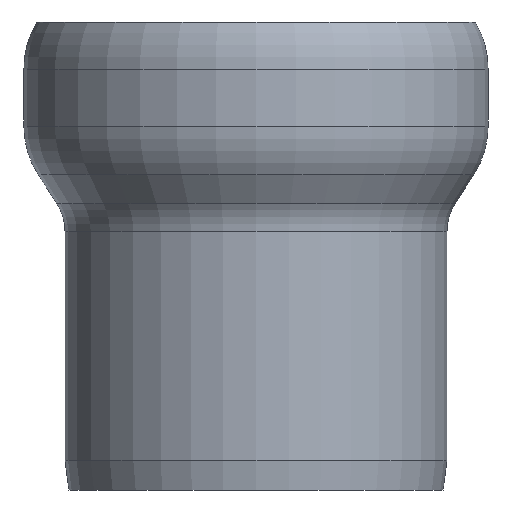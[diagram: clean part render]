
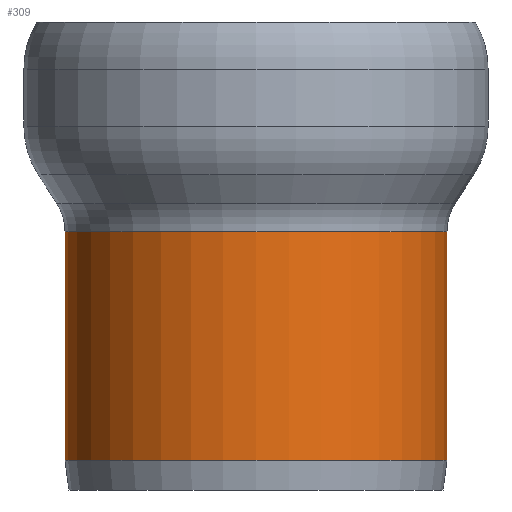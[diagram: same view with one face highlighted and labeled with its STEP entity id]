
A CAD part, front view. The second image highlights one B-rep face of the part: STEP entity #309.
In plain terms, the highlighted cylindrical face has radius 510 mm (diameter 1020 mm), a full revolution.
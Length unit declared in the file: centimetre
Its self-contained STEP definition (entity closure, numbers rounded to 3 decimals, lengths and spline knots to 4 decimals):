
#22=CYLINDRICAL_SURFACE('',#355,51.);
#37=LINE('',#566,#47);
#47=VECTOR('',#462,51.);
#69=FACE_OUTER_BOUND('',#87,.T.);
#87=EDGE_LOOP('',(#266,#267,#268,#269,#270,#271));
#95=CIRCLE('',#322,51.);
#96=CIRCLE('',#323,51.);
#118=CIRCLE('',#356,51.);
#119=CIRCLE('',#357,51.);
#131=VERTEX_POINT('',#503);
#132=VERTEX_POINT('',#505);
#150=VERTEX_POINT('',#563);
#151=VERTEX_POINT('',#564);
#162=EDGE_CURVE('',#132,#131,#95,.T.);
#163=EDGE_CURVE('',#131,#132,#96,.T.);
#191=EDGE_CURVE('',#150,#151,#118,.T.);
#192=EDGE_CURVE('',#150,#132,#37,.T.);
#193=EDGE_CURVE('',#151,#150,#119,.T.);
#266=ORIENTED_EDGE('',*,*,#191,.F.);
#267=ORIENTED_EDGE('',*,*,#192,.T.);
#268=ORIENTED_EDGE('',*,*,#162,.T.);
#269=ORIENTED_EDGE('',*,*,#163,.T.);
#270=ORIENTED_EDGE('',*,*,#192,.F.);
#271=ORIENTED_EDGE('',*,*,#193,.F.);
#309=ADVANCED_FACE('',(#69),#22,.T.);
#322=AXIS2_PLACEMENT_3D('',#506,#386,#387);
#323=AXIS2_PLACEMENT_3D('',#507,#388,#389);
#355=AXIS2_PLACEMENT_3D('',#562,#458,#459);
#356=AXIS2_PLACEMENT_3D('',#565,#460,#461);
#357=AXIS2_PLACEMENT_3D('',#567,#463,#464);
#386=DIRECTION('center_axis',(0.,0.,1.));
#387=DIRECTION('ref_axis',(1.,0.,0.));
#388=DIRECTION('center_axis',(0.,0.,1.));
#389=DIRECTION('ref_axis',(1.,0.,0.));
#458=DIRECTION('center_axis',(0.,0.,1.));
#459=DIRECTION('ref_axis',(1.,0.,0.));
#460=DIRECTION('center_axis',(0.,0.,1.));
#461=DIRECTION('ref_axis',(1.,0.,0.));
#462=DIRECTION('',(0.,0.,-1.));
#463=DIRECTION('center_axis',(0.,0.,1.));
#464=DIRECTION('ref_axis',(1.,0.,0.));
#503=CARTESIAN_POINT('',(51.,0.,8.));
#505=CARTESIAN_POINT('',(-51.,0.,8.));
#506=CARTESIAN_POINT('Origin',(0.,0.,8.));
#507=CARTESIAN_POINT('Origin',(0.,0.,8.));
#562=CARTESIAN_POINT('Origin',(0.,0.,38.509));
#563=CARTESIAN_POINT('',(-51.,0.,69.018));
#564=CARTESIAN_POINT('',(0.,51.,69.018));
#565=CARTESIAN_POINT('Origin',(0.,0.,69.018));
#566=CARTESIAN_POINT('',(-51.,0.,38.509));
#567=CARTESIAN_POINT('Origin',(0.,0.,69.018));
